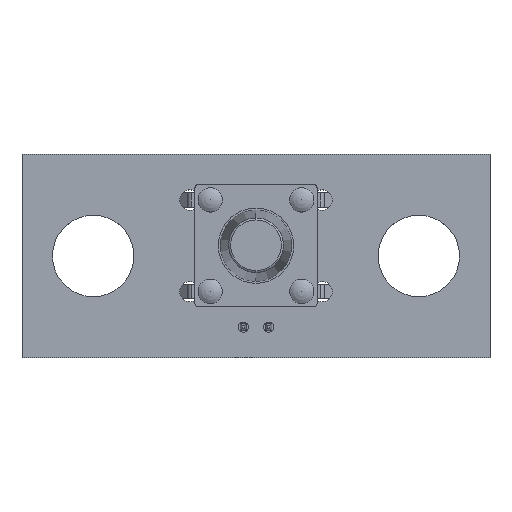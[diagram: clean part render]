
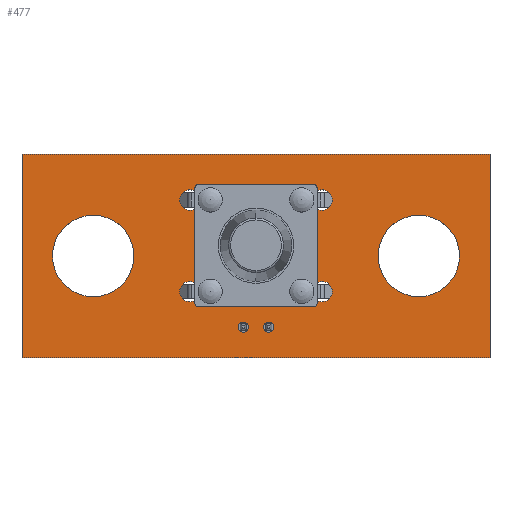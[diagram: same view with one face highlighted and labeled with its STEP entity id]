
A CAD part, top view. The second image highlights one B-rep face of the part: STEP entity #477.
In plain terms, the highlighted planar face has unit normal (0, 0, 1).
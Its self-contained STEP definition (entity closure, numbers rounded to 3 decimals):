
#60 = VERTEX_POINT('',#61);
#61 = CARTESIAN_POINT('',(0.,0.,1.595));
#67 = EDGE_CURVE('',#60,#68,#70,.T.);
#68 = VERTEX_POINT('',#69);
#69 = CARTESIAN_POINT('',(0.,10.,1.595));
#70 = LINE('',#71,#72);
#71 = CARTESIAN_POINT('',(0.,0.,1.595));
#72 = VECTOR('',#73,1.);
#73 = DIRECTION('',(0.,1.,0.));
#98 = EDGE_CURVE('',#68,#99,#101,.T.);
#99 = VERTEX_POINT('',#100);
#100 = CARTESIAN_POINT('',(23.,10.,1.595));
#101 = LINE('',#102,#103);
#102 = CARTESIAN_POINT('',(0.,10.,1.595));
#103 = VECTOR('',#104,1.);
#104 = DIRECTION('',(1.,0.,0.));
#129 = EDGE_CURVE('',#99,#130,#132,.T.);
#130 = VERTEX_POINT('',#131);
#131 = CARTESIAN_POINT('',(23.,0.,1.595));
#132 = LINE('',#133,#134);
#133 = CARTESIAN_POINT('',(23.,10.,1.595));
#134 = VECTOR('',#135,1.);
#135 = DIRECTION('',(0.,-1.,0.));
#160 = EDGE_CURVE('',#130,#60,#161,.T.);
#161 = LINE('',#162,#163);
#162 = CARTESIAN_POINT('',(23.,0.,1.595));
#163 = VECTOR('',#164,1.);
#164 = DIRECTION('',(-1.,0.,0.));
#184 = VERTEX_POINT('',#185);
#185 = CARTESIAN_POINT('',(8.75,3.25,1.595));
#191 = EDGE_CURVE('',#184,#184,#192,.T.);
#192 = CIRCLE('',#193,0.5);
#193 = AXIS2_PLACEMENT_3D('',#194,#195,#196);
#194 = CARTESIAN_POINT('',(8.25,3.25,1.595));
#195 = DIRECTION('',(0.,0.,1.));
#196 = DIRECTION('',(1.,0.,-0.));
#217 = VERTEX_POINT('',#218);
#218 = CARTESIAN_POINT('',(11.125,1.5,1.595));
#224 = EDGE_CURVE('',#217,#217,#225,.T.);
#225 = CIRCLE('',#226,0.25);
#226 = AXIS2_PLACEMENT_3D('',#227,#228,#229);
#227 = CARTESIAN_POINT('',(10.875,1.5,1.595));
#228 = DIRECTION('',(0.,0.,1.));
#229 = DIRECTION('',(1.,0.,-0.));
#250 = VERTEX_POINT('',#251);
#251 = CARTESIAN_POINT('',(5.5,5.,1.595));
#257 = EDGE_CURVE('',#250,#250,#258,.T.);
#258 = CIRCLE('',#259,2.);
#259 = AXIS2_PLACEMENT_3D('',#260,#261,#262);
#260 = CARTESIAN_POINT('',(3.5,5.,1.595));
#261 = DIRECTION('',(0.,0.,1.));
#262 = DIRECTION('',(1.,0.,-0.));
#283 = VERTEX_POINT('',#284);
#284 = CARTESIAN_POINT('',(8.75,7.75,1.595));
#290 = EDGE_CURVE('',#283,#283,#291,.T.);
#291 = CIRCLE('',#292,0.5);
#292 = AXIS2_PLACEMENT_3D('',#293,#294,#295);
#293 = CARTESIAN_POINT('',(8.25,7.75,1.595));
#294 = DIRECTION('',(0.,0.,1.));
#295 = DIRECTION('',(1.,0.,-0.));
#316 = VERTEX_POINT('',#317);
#317 = CARTESIAN_POINT('',(12.375,1.5,1.595));
#323 = EDGE_CURVE('',#316,#316,#324,.T.);
#324 = CIRCLE('',#325,0.25);
#325 = AXIS2_PLACEMENT_3D('',#326,#327,#328);
#326 = CARTESIAN_POINT('',(12.125,1.5,1.595));
#327 = DIRECTION('',(0.,0.,1.));
#328 = DIRECTION('',(1.,0.,-0.));
#349 = VERTEX_POINT('',#350);
#350 = CARTESIAN_POINT('',(15.25,3.25,1.595));
#356 = EDGE_CURVE('',#349,#349,#357,.T.);
#357 = CIRCLE('',#358,0.5);
#358 = AXIS2_PLACEMENT_3D('',#359,#360,#361);
#359 = CARTESIAN_POINT('',(14.75,3.25,1.595));
#360 = DIRECTION('',(0.,0.,1.));
#361 = DIRECTION('',(1.,0.,-0.));
#382 = VERTEX_POINT('',#383);
#383 = CARTESIAN_POINT('',(15.25,7.75,1.595));
#389 = EDGE_CURVE('',#382,#382,#390,.T.);
#390 = CIRCLE('',#391,0.5);
#391 = AXIS2_PLACEMENT_3D('',#392,#393,#394);
#392 = CARTESIAN_POINT('',(14.75,7.75,1.595));
#393 = DIRECTION('',(0.,0.,1.));
#394 = DIRECTION('',(1.,0.,-0.));
#415 = VERTEX_POINT('',#416);
#416 = CARTESIAN_POINT('',(21.5,5.,1.595));
#422 = EDGE_CURVE('',#415,#415,#423,.T.);
#423 = CIRCLE('',#424,2.);
#424 = AXIS2_PLACEMENT_3D('',#425,#426,#427);
#425 = CARTESIAN_POINT('',(19.5,5.,1.595));
#426 = DIRECTION('',(0.,0.,1.));
#427 = DIRECTION('',(1.,0.,-0.));
#477 = ADVANCED_FACE('',(#478,#484,#487,#490,#493,#496,#499,#502,#505),
  #508,.F.);
#478 = FACE_BOUND('',#479,.F.);
#479 = EDGE_LOOP('',(#480,#481,#482,#483));
#480 = ORIENTED_EDGE('',*,*,#67,.T.);
#481 = ORIENTED_EDGE('',*,*,#98,.T.);
#482 = ORIENTED_EDGE('',*,*,#129,.T.);
#483 = ORIENTED_EDGE('',*,*,#160,.T.);
#484 = FACE_BOUND('',#485,.F.);
#485 = EDGE_LOOP('',(#486));
#486 = ORIENTED_EDGE('',*,*,#191,.T.);
#487 = FACE_BOUND('',#488,.F.);
#488 = EDGE_LOOP('',(#489));
#489 = ORIENTED_EDGE('',*,*,#224,.T.);
#490 = FACE_BOUND('',#491,.F.);
#491 = EDGE_LOOP('',(#492));
#492 = ORIENTED_EDGE('',*,*,#257,.T.);
#493 = FACE_BOUND('',#494,.F.);
#494 = EDGE_LOOP('',(#495));
#495 = ORIENTED_EDGE('',*,*,#290,.T.);
#496 = FACE_BOUND('',#497,.F.);
#497 = EDGE_LOOP('',(#498));
#498 = ORIENTED_EDGE('',*,*,#323,.T.);
#499 = FACE_BOUND('',#500,.F.);
#500 = EDGE_LOOP('',(#501));
#501 = ORIENTED_EDGE('',*,*,#356,.T.);
#502 = FACE_BOUND('',#503,.F.);
#503 = EDGE_LOOP('',(#504));
#504 = ORIENTED_EDGE('',*,*,#389,.T.);
#505 = FACE_BOUND('',#506,.F.);
#506 = EDGE_LOOP('',(#507));
#507 = ORIENTED_EDGE('',*,*,#422,.T.);
#508 = PLANE('',#509);
#509 = AXIS2_PLACEMENT_3D('',#510,#511,#512);
#510 = CARTESIAN_POINT('',(11.5,5.,1.595));
#511 = DIRECTION('',(-0.,-0.,-1.));
#512 = DIRECTION('',(-1.,0.,0.));
